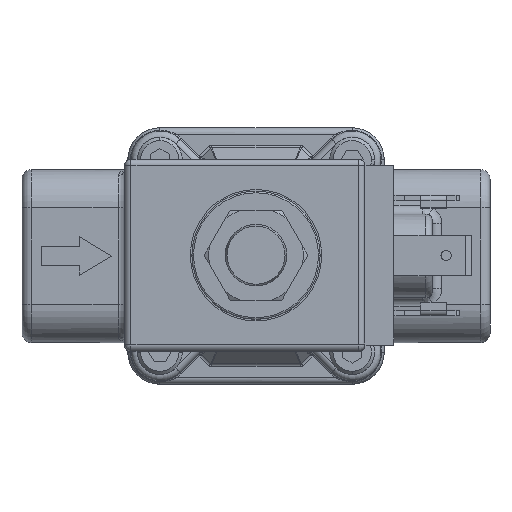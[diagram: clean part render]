
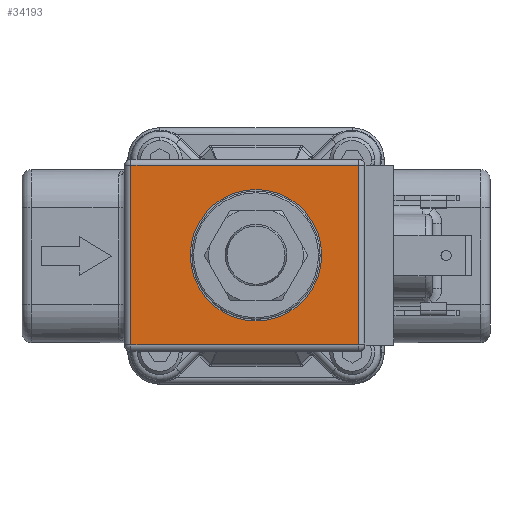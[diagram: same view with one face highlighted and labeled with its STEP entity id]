
A CAD part, top view. The second image highlights one B-rep face of the part: STEP entity #34193.
In plain terms, the highlighted face is planar.
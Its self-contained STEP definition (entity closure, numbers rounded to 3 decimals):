
#31577=CARTESIAN_POINT('',(0.,34.,0.));
#31578=DIRECTION('',(0.,1.,0.));
#31579=DIRECTION('',(1.,0.,0.));
#31580=AXIS2_PLACEMENT_3D('',#31577,#31578,#31579);
#31585=CARTESIAN_POINT('',(0.,34.,0.));
#31586=DIRECTION('',(0.,1.,0.));
#31587=DIRECTION('',(-1.,0.,0.));
#31588=AXIS2_PLACEMENT_3D('',#31585,#31586,#31587);
#31593=DIRECTION('',(0.,0.,-1.));
#31594=VECTOR('',#31593,28.);
#31595=CARTESIAN_POINT('',(19.5,34.,14.));
#31596=LINE('',#31595,#31594);
#31600=DIRECTION('',(-1.,0.,0.));
#31601=VECTOR('',#31600,35.5);
#31602=CARTESIAN_POINT('',(19.5,34.,14.));
#31603=LINE('',#31602,#31601);
#31607=DIRECTION('',(0.,0.,-1.));
#31608=VECTOR('',#31607,28.);
#31609=CARTESIAN_POINT('',(-16.,34.,14.));
#31610=LINE('',#31609,#31608);
#31614=DIRECTION('',(1.,0.,0.));
#31615=VECTOR('',#31614,35.5);
#31616=CARTESIAN_POINT('',(-16.,34.,-14.));
#31617=LINE('',#31616,#31615);
#33755=CARTESIAN_POINT('',(10.25,34.,0.));
#33756=CARTESIAN_POINT('',(-10.25,34.,0.));
#33757=VERTEX_POINT('',#33755);
#33758=VERTEX_POINT('',#33756);
#33815=CARTESIAN_POINT('',(19.5,34.,14.));
#33816=CARTESIAN_POINT('',(19.5,34.,-14.));
#33817=VERTEX_POINT('',#33815);
#33818=VERTEX_POINT('',#33816);
#33821=CARTESIAN_POINT('',(-16.,34.,14.));
#33822=VERTEX_POINT('',#33821);
#33827=CARTESIAN_POINT('',(-16.,34.,-14.));
#33828=VERTEX_POINT('',#33827);
#34174=CARTESIAN_POINT('',(20.5,34.,-15.));
#34175=DIRECTION('',(0.,1.,0.));
#34176=DIRECTION('',(-1.,0.,0.));
#34177=AXIS2_PLACEMENT_3D('',#34174,#34175,#34176);
#34178=PLANE('',#34177);
#34180=ORIENTED_EDGE('',*,*,#34179,.F.);
#34182=ORIENTED_EDGE('',*,*,#34181,.T.);
#34184=ORIENTED_EDGE('',*,*,#34183,.T.);
#34186=ORIENTED_EDGE('',*,*,#34185,.T.);
#34187=EDGE_LOOP('',(#34180,#34182,#34184,#34186));
#34188=FACE_OUTER_BOUND('',#34187,.F.);
#34189=ORIENTED_EDGE('',*,*,#34154,.T.);
#34190=ORIENTED_EDGE('',*,*,#34167,.T.);
#34191=EDGE_LOOP('',(#34189,#34190));
#34192=FACE_BOUND('',#34191,.F.);
#34193=ADVANCED_FACE('',(#34188,#34192),#34178,.T.);
#31581=CIRCLE('',#31580,10.25);
#31589=CIRCLE('',#31588,10.25);
#34154=EDGE_CURVE('',#33757,#33758,#31581,.T.);
#34167=EDGE_CURVE('',#33758,#33757,#31589,.T.);
#34179=EDGE_CURVE('',#33817,#33818,#31596,.T.);
#34181=EDGE_CURVE('',#33817,#33822,#31603,.T.);
#34183=EDGE_CURVE('',#33822,#33828,#31610,.T.);
#34185=EDGE_CURVE('',#33828,#33818,#31617,.T.);
